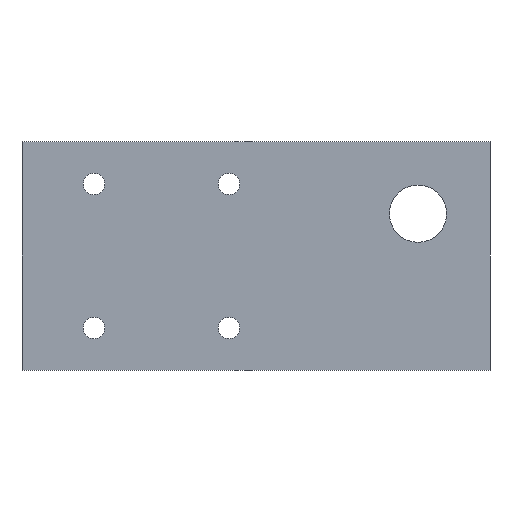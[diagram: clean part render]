
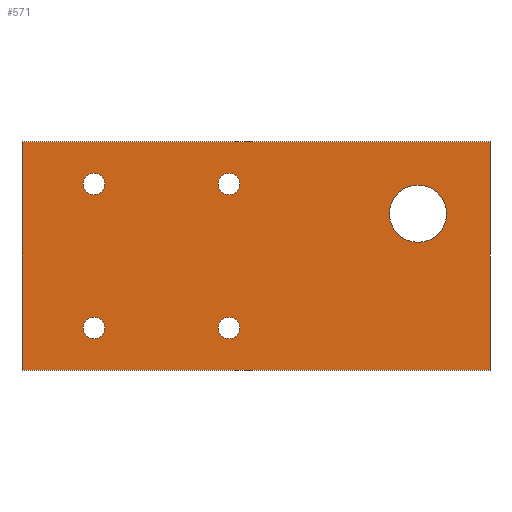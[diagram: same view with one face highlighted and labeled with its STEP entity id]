
A CAD part, front view. The second image highlights one B-rep face of the part: STEP entity #571.
In plain terms, the highlighted planar face has unit normal (0, -1, 0).
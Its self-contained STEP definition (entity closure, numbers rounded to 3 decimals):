
#1 = DIRECTION ( 'NONE',  ( 0., 1., 0. ) ) ;
#2 = DIRECTION ( 'NONE',  ( 0., 0., 1. ) ) ;
#3 = CARTESIAN_POINT ( 'NONE',  ( -95.21, 0., 0. ) ) ;
#8 = DIRECTION ( 'NONE',  ( 1., 0., 0. ) ) ;
#11 = CARTESIAN_POINT ( 'NONE',  ( 115., 0., -23.5 ) ) ;
#14 = DIRECTION ( 'NONE',  ( 0., 1., 0. ) ) ;
#15 = DIRECTION ( 'NONE',  ( 0., 0., 1. ) ) ;
#16 = CARTESIAN_POINT ( 'NONE',  ( 220., 0., -40. ) ) ;
#17 = DIRECTION ( 'NONE',  ( 0., 0., -1. ) ) ;
#18 = CARTESIAN_POINT ( 'NONE',  ( 115., 0., -103.5 ) ) ;
#19 = DIRECTION ( 'NONE',  ( 0., 1., 0. ) ) ;
#20 = DIRECTION ( 'NONE',  ( 0., 0., 1. ) ) ;
#21 = CARTESIAN_POINT ( 'NONE',  ( 40., 0., -23.5 ) ) ;
#22 = DIRECTION ( 'NONE',  ( 0., 1., 0. ) ) ;
#23 = DIRECTION ( 'NONE',  ( 0., 0., 1. ) ) ;
#36 = CARTESIAN_POINT ( 'NONE',  ( 40., 0., -103.5 ) ) ;
#37 = DIRECTION ( 'NONE',  ( 0., 1., 0. ) ) ;
#38 = DIRECTION ( 'NONE',  ( 0., 0., 1. ) ) ;
#43 = CARTESIAN_POINT ( 'NONE',  ( 115., 0., -17.5 ) ) ;
#67 = CARTESIAN_POINT ( 'NONE',  ( 115., 0., -103.5 ) ) ;
#68 = DIRECTION ( 'NONE',  ( 0., 1., 0. ) ) ;
#69 = DIRECTION ( 'NONE',  ( 0., 0., 1. ) ) ;
#70 = CARTESIAN_POINT ( 'NONE',  ( 40., 0., -23.5 ) ) ;
#72 = FACE_BOUND ( 'NONE', #339, .T. ) ;
#81 = LINE ( 'NONE', #554, #103 ) ;
#89 = CIRCLE ( 'NONE', #220, 15.9 ) ;
#95 = FACE_BOUND ( 'NONE', #442, .T. ) ;
#102 = CIRCLE ( 'NONE', #218, 6. ) ;
#103 = VECTOR ( 'NONE', #555, 1000. ) ;
#104 = CIRCLE ( 'NONE', #219, 6. ) ;
#111 = FACE_BOUND ( 'NONE', #421, .T. ) ;
#112 = FACE_BOUND ( 'NONE', #352, .T. ) ;
#117 = CIRCLE ( 'NONE', #223, 6. ) ;
#127 = FACE_BOUND ( 'NONE', #340, .T. ) ;
#139 = FACE_OUTER_BOUND ( 'NONE', #440, .T. ) ;
#163 = AXIS2_PLACEMENT_3D ( 'NONE', #21, #22, #23 ) ;
#167 = EDGE_CURVE ( 'NONE', #307, #308, #332, .T. ) ;
#173 = AXIS2_PLACEMENT_3D ( 'NONE', #36, #37, #38 ) ;
#174 = AXIS2_PLACEMENT_3D ( 'NONE', #18, #19, #20 ) ;
#175 = EDGE_CURVE ( 'NONE', #302, #301, #328, .T. ) ;
#176 = EDGE_CURVE ( 'NONE', #303, #304, #322, .T. ) ;
#177 = EDGE_CURVE ( 'NONE', #602, #603, #324, .T. ) ;
#185 = EDGE_CURVE ( 'NONE', #606, #607, #342, .T. ) ;
#186 = EDGE_CURVE ( 'NONE', #598, #599, #426, .T. ) ;
#189 = EDGE_CURVE ( 'NONE', #302, #298, #311, .T. ) ;
#192 = EDGE_CURVE ( 'NONE', #304, #303, #359, .T. ) ;
#194 = EDGE_CURVE ( 'NONE', #298, #287, #313, .T. ) ;
#198 = EDGE_CURVE ( 'NONE', #308, #307, #102, .T. ) ;
#199 = EDGE_CURVE ( 'NONE', #603, #602, #104, .T. ) ;
#200 = EDGE_CURVE ( 'NONE', #599, #598, #89, .T. ) ;
#203 = EDGE_CURVE ( 'NONE', #301, #287, #81, .T. ) ;
#204 = EDGE_CURVE ( 'NONE', #607, #606, #117, .T. ) ;
#207 = AXIS2_PLACEMENT_3D ( 'NONE', #67, #68, #69 ) ;
#211 = AXIS2_PLACEMENT_3D ( 'NONE', #16, #1, #2 ) ;
#212 = AXIS2_PLACEMENT_3D ( 'NONE', #11, #14, #15 ) ;
#218 = AXIS2_PLACEMENT_3D ( 'NONE', #484, #490, #491 ) ;
#219 = AXIS2_PLACEMENT_3D ( 'NONE', #70, #493, #545 ) ;
#220 = AXIS2_PLACEMENT_3D ( 'NONE', #489, #547, #548 ) ;
#223 = AXIS2_PLACEMENT_3D ( 'NONE', #546, #557, #558 ) ;
#236 = AXIS2_PLACEMENT_3D ( 'NONE', #504, #510, #511 ) ;
#263 = CARTESIAN_POINT ( 'NONE',  ( 115., 0., -97.5 ) ) ;
#266 = CARTESIAN_POINT ( 'NONE',  ( 40., 0., -109.5 ) ) ;
#267 = CARTESIAN_POINT ( 'NONE',  ( 40., 0., -97.5 ) ) ;
#287 = VERTEX_POINT ( 'NONE', #539 ) ;
#298 = VERTEX_POINT ( 'NONE', #542 ) ;
#301 = VERTEX_POINT ( 'NONE', #544 ) ;
#302 = VERTEX_POINT ( 'NONE', #535 ) ;
#303 = VERTEX_POINT ( 'NONE', #556 ) ;
#304 = VERTEX_POINT ( 'NONE', #263 ) ;
#307 = VERTEX_POINT ( 'NONE', #266 ) ;
#308 = VERTEX_POINT ( 'NONE', #267 ) ;
#311 = LINE ( 'NONE', #3, #382 ) ;
#313 = LINE ( 'NONE', #478, #317 ) ;
#314 = VECTOR ( 'NONE', #17, 1000. ) ;
#317 = VECTOR ( 'NONE', #479, 1000. ) ;
#322 = CIRCLE ( 'NONE', #174, 6. ) ;
#324 = CIRCLE ( 'NONE', #163, 6. ) ;
#328 = LINE ( 'NONE', #473, #314 ) ;
#332 = CIRCLE ( 'NONE', #173, 6. ) ;
#339 = EDGE_LOOP ( 'NONE', ( #375, #374 ) ) ;
#340 = EDGE_LOOP ( 'NONE', ( #377, #376 ) ) ;
#342 = CIRCLE ( 'NONE', #212, 6. ) ;
#345 = ORIENTED_EDGE ( 'NONE', *, *, #186, .T. ) ;
#347 = ORIENTED_EDGE ( 'NONE', *, *, #189, .F. ) ;
#348 = ORIENTED_EDGE ( 'NONE', *, *, #194, .F. ) ;
#349 = ORIENTED_EDGE ( 'NONE', *, *, #198, .T. ) ;
#350 = ORIENTED_EDGE ( 'NONE', *, *, #167, .T. ) ;
#351 = ORIENTED_EDGE ( 'NONE', *, *, #200, .T. ) ;
#352 = EDGE_LOOP ( 'NONE', ( #350, #349 ) ) ;
#359 = CIRCLE ( 'NONE', #207, 6. ) ;
#374 = ORIENTED_EDGE ( 'NONE', *, *, #204, .T. ) ;
#375 = ORIENTED_EDGE ( 'NONE', *, *, #185, .T. ) ;
#376 = ORIENTED_EDGE ( 'NONE', *, *, #192, .T. ) ;
#377 = ORIENTED_EDGE ( 'NONE', *, *, #176, .T. ) ;
#382 = VECTOR ( 'NONE', #8, 1000. ) ;
#391 = ORIENTED_EDGE ( 'NONE', *, *, #177, .T. ) ;
#407 = ORIENTED_EDGE ( 'NONE', *, *, #203, .T. ) ;
#408 = ORIENTED_EDGE ( 'NONE', *, *, #175, .T. ) ;
#409 = ORIENTED_EDGE ( 'NONE', *, *, #199, .T. ) ;
#421 = EDGE_LOOP ( 'NONE', ( #345, #351 ) ) ;
#426 = CIRCLE ( 'NONE', #211, 15.9 ) ;
#440 = EDGE_LOOP ( 'NONE', ( #408, #407, #348, #347 ) ) ;
#442 = EDGE_LOOP ( 'NONE', ( #391, #409 ) ) ;
#473 = CARTESIAN_POINT ( 'NONE',  ( 0., 0., -63.5 ) ) ;
#478 = CARTESIAN_POINT ( 'NONE',  ( 260., 0., -63.5 ) ) ;
#479 = DIRECTION ( 'NONE',  ( 0., 0., -1. ) ) ;
#484 = CARTESIAN_POINT ( 'NONE',  ( 40., 0., -103.5 ) ) ;
#489 = CARTESIAN_POINT ( 'NONE',  ( 220., 0., -40. ) ) ;
#490 = DIRECTION ( 'NONE',  ( 0., 1., 0. ) ) ;
#491 = DIRECTION ( 'NONE',  ( 0., 0., 1. ) ) ;
#493 = DIRECTION ( 'NONE',  ( 0., 1., 0. ) ) ;
#504 = CARTESIAN_POINT ( 'NONE',  ( -95.21, 0., -63.5 ) ) ;
#505 = PLANE ( 'NONE',  #236 ) ;
#510 = DIRECTION ( 'NONE',  ( 0., 1., 0. ) ) ;
#511 = DIRECTION ( 'NONE',  ( 0., 0., 1. ) ) ;
#512 = CARTESIAN_POINT ( 'NONE',  ( 115., 0., -29.5 ) ) ;
#535 = CARTESIAN_POINT ( 'NONE',  ( 0., 0., 0. ) ) ;
#539 = CARTESIAN_POINT ( 'NONE',  ( 260., 0., -127. ) ) ;
#542 = CARTESIAN_POINT ( 'NONE',  ( 260., 0., 0. ) ) ;
#544 = CARTESIAN_POINT ( 'NONE',  ( 0., 0., -127. ) ) ;
#545 = DIRECTION ( 'NONE',  ( 0., 0., 1. ) ) ;
#546 = CARTESIAN_POINT ( 'NONE',  ( 115., 0., -23.5 ) ) ;
#547 = DIRECTION ( 'NONE',  ( 0., 1., 0. ) ) ;
#548 = DIRECTION ( 'NONE',  ( 0., 0., 1. ) ) ;
#554 = CARTESIAN_POINT ( 'NONE',  ( -95.21, 0., -127. ) ) ;
#555 = DIRECTION ( 'NONE',  ( 1., 0., 0. ) ) ;
#556 = CARTESIAN_POINT ( 'NONE',  ( 115., 0., -109.5 ) ) ;
#557 = DIRECTION ( 'NONE',  ( 0., 1., 0. ) ) ;
#558 = DIRECTION ( 'NONE',  ( 0., 0., 1. ) ) ;
#571 = ADVANCED_FACE ( 'NONE', ( #95, #139, #111, #112, #127, #72 ), #505, .F. ) ;
#589 = CARTESIAN_POINT ( 'NONE',  ( 220., 0., -55.9 ) ) ;
#590 = CARTESIAN_POINT ( 'NONE',  ( 220., 0., -24.1 ) ) ;
#593 = CARTESIAN_POINT ( 'NONE',  ( 40., 0., -29.5 ) ) ;
#594 = CARTESIAN_POINT ( 'NONE',  ( 40., 0., -17.5 ) ) ;
#598 = VERTEX_POINT ( 'NONE', #589 ) ;
#599 = VERTEX_POINT ( 'NONE', #590 ) ;
#602 = VERTEX_POINT ( 'NONE', #593 ) ;
#603 = VERTEX_POINT ( 'NONE', #594 ) ;
#606 = VERTEX_POINT ( 'NONE', #512 ) ;
#607 = VERTEX_POINT ( 'NONE', #43 ) ;
